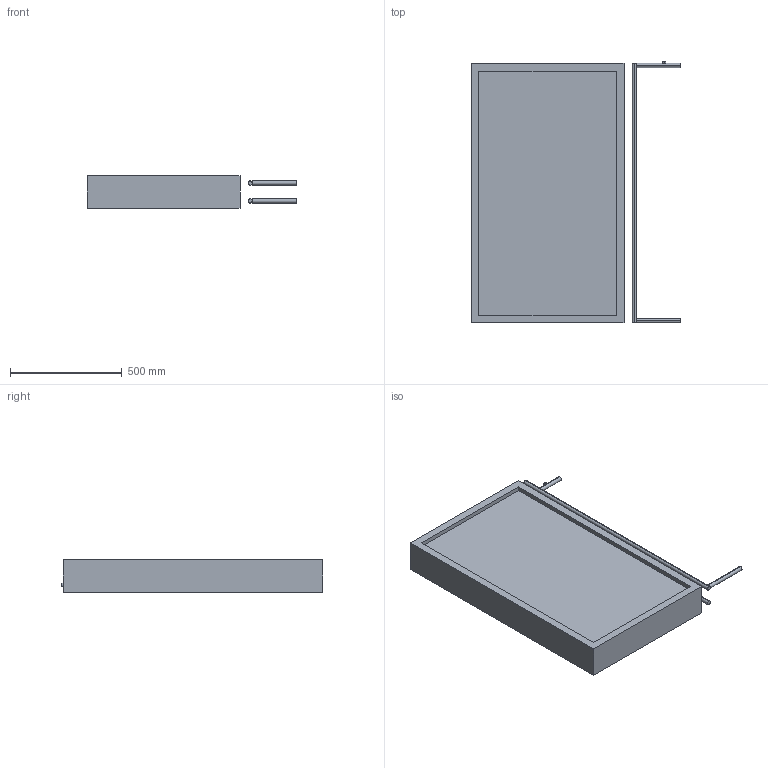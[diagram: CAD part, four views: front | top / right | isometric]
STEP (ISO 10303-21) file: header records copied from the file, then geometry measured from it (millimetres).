
FILE_DESCRIPTION (( 'STEP AP203' ), '1' );
FILE_NAME ('X M4555H-HEATING COIL.STEP', '2024-07-05T11:54:28', ( '' ), ( '' ), 'SwSTEP 2.0', 'SolidWorks 2023', '' );
FILE_SCHEMA (( 'CONFIG_CONTROL_DESIGN' ));
Length unit declared in the file: millimetre
Products named in the file (1): X M4555H-HEATING COIL
Bounding box: 940 x 1173 x 145 mm (x, y, z)
Volume: 89403878.1 mm3; surface area: 2431898.6 mm2
Topology: 6 solids, 6 shells, 36 faces, 66 edges, 44 vertices
Faces by surface type: plane 26, cylinder 10
Entity records: 957 total; most frequent: DIRECTION 160, CARTESIAN_POINT 147, ORIENTED_EDGE 132, EDGE_CURVE 66, AXIS2_PLACEMENT_3D 57, VECTOR 46, LINE 46, VERTEX_POINT 44
